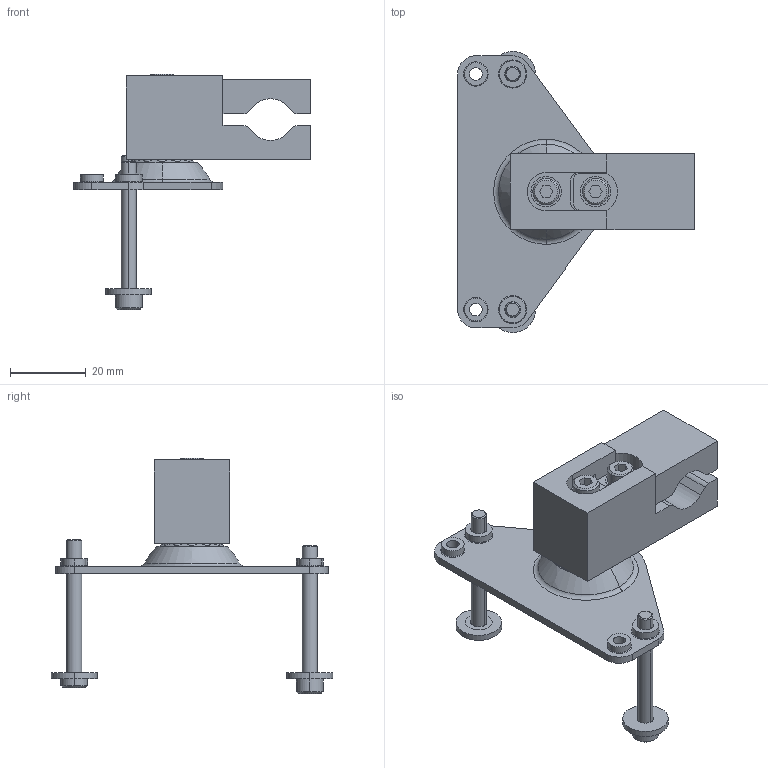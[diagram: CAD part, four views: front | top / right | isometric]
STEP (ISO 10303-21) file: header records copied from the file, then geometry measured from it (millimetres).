
FILE_DESCRIPTION((''),'2;1');
FILE_NAME('SG_57-A2F2_ASM','2014-04-03T',('krago'),(''),'PRO/ENGINEER BY PARAMETRIC TECHNOLOGY CORPORATION, 2013050','PRO/ENGINEER BY PARAMETRIC TECHNOLOGY CORPORATION, 2013050','');
FILE_SCHEMA(('CONFIG_CONTROL_DESIGN'));
Length unit declared in the file: millimetre
Products named in the file (10): SG_544519; SG_544518; WASHER-045; SG_M4X25; SG_M4X14; SG_04C0B0B; 04AB77A_1; WASH_12X4X16; SG_M4X35; SG_57-A2F2_ASM
Assembly tree (12 placements, depth 2):
  SG_57-A2F2_ASM
    SG_544519
    SG_544518
    WASHER-045  x2
    SG_M4X25
    SG_M4X14
    SG_04C0B0B
    04AB77A_1
    WASH_12X4X16  x2
    SG_M4X35  x2
Bounding box: 62.3 x 74 x 61.9 mm (x, y, z)
Volume: 23221.2 mm3; surface area: 15457.9 mm2
Topology: 12 solids, 12 shells, 314 faces, 807 edges, 500 vertices
Faces by surface type: plane 115, cylinder 99, cone 34, sphere 30, torus 22, bspline 14
Entity records: 10742 total; most frequent: CARTESIAN_POINT 3022, DIRECTION 1434, ORIENTED_EDGE 1432, EDGE_CURVE 716, AXIS2_PLACEMENT_3D 598, VERTEX_POINT 460, EDGE_LOOP 316, CIRCLE 306
